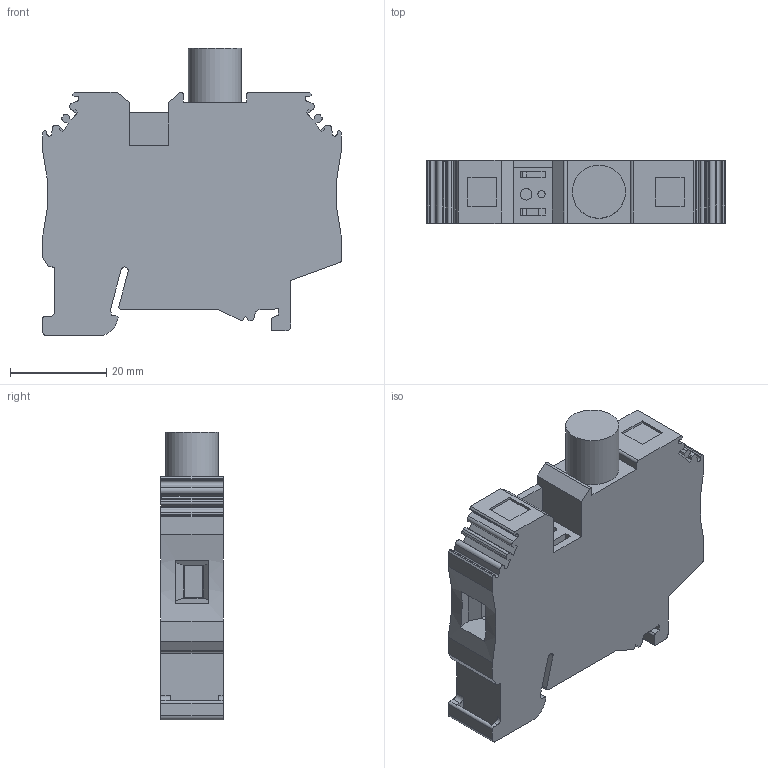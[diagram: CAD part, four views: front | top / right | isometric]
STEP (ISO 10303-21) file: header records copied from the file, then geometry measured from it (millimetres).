
FILE_DESCRIPTION(/* description */ ('Unknown'),/* implementation_level */ '2;1');
FILE_NAME(/* name */ 'SCF6_GY_3D',/* time_stamp */ '2019-11-04T11:45:31+05:00',/* author */ ('Unknown'),/* organization */ ('Unknown'),/* preprocessor_version */ 'ST-DEVELOPER v16.7',/* originating_system */ 'DEX',/* authorisation */ $);
FILE_SCHEMA (('AUTOMOTIVE_DESIGN {1 0 10303 214 3 1 1}'));
Length unit declared in the file: millimetre
Products named in the file (1): SCF6_RD_3D
Bounding box: 62 x 13 x 59.7 mm (x, y, z)
Volume: 24531 mm3; surface area: 20710.3 mm2
Topology: 1 solids, 16 shells, 786 faces, 2275 edges, 1506 vertices
Faces by surface type: plane 616, cylinder 146, bspline 11, torus 7, cone 6
Full cylindrical faces by diameter (mm): 1.5 x5, 2.4 x2, 2.5 x2, 5.75 x1, 7 x2, 8.6 x1, 11 x2
Entity records: 31838 total; most frequent: CARTESIAN_POINT 5532, ORIENTED_EDGE 4470, DIRECTION 4108, EDGE_CURVE 2235, LINE 1828, VECTOR 1828, VERTEX_POINT 1490, AXIS2_PLACEMENT_3D 1140
